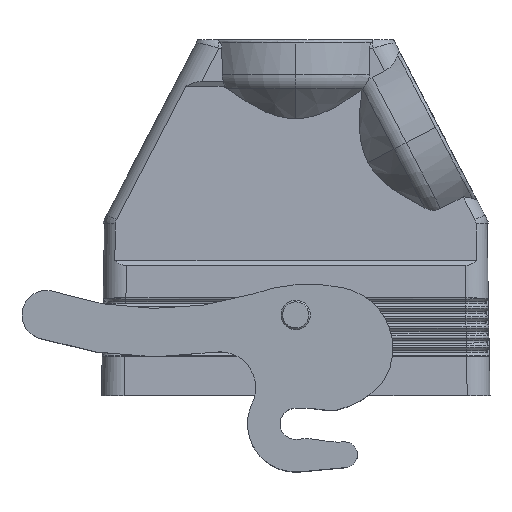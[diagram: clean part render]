
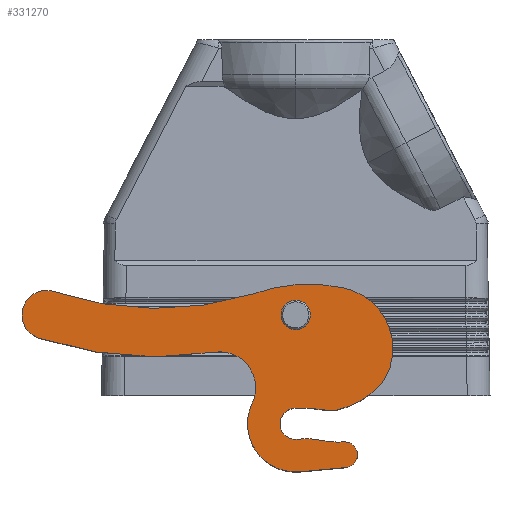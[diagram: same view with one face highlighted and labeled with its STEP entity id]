
A CAD part, top view. The second image highlights one B-rep face of the part: STEP entity #331270.
In plain terms, the highlighted planar face has unit normal (0, 0, 1).
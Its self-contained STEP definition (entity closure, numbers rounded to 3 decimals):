
#326450=CARTESIAN_POINT('',(157.724,73.972,49.7));
#326460=VERTEX_POINT('',#326450);
#326490=CARTESIAN_POINT('',(152.213,74.746,49.7));
#326500=DIRECTION('',(0.99,-0.139,0.));
#326510=VECTOR('',#326500,1.);
#326520=LINE('',#326490,#326510);
#326530=CARTESIAN_POINT('',(152.213,74.746,49.7));
#326540=VERTEX_POINT('',#326530);
#326550=EDGE_CURVE('',#326540,#326460,#326520,.T.);
#326850=CARTESIAN_POINT('',(147.865,74.623,49.7));
#326860=VERTEX_POINT('',#326850);
#326890=CARTESIAN_POINT('',(147.447,79.405,49.7));
#326900=DIRECTION('',(0.,0.,1.));
#326910=DIRECTION('',(1.,0.,0.));
#326920=AXIS2_PLACEMENT_3D('',#326890,#326900,#326910);
#326930=CIRCLE('',#326920,4.8);
#326940=CARTESIAN_POINT('',(142.647,79.405,49.7));
#326950=VERTEX_POINT('',#326940);
#326960=EDGE_CURVE('',#326950,#326860,#326930,.T.);
#327270=CARTESIAN_POINT('',(177.247,102.505,49.7));
#327280=VERTEX_POINT('',#327270);
#327310=CARTESIAN_POINT('',(158.247,102.505,49.7));
#327320=DIRECTION('',(0.,0.,1.));
#327330=DIRECTION('',(1.,0.,0.));
#327340=AXIS2_PLACEMENT_3D('',#327310,#327320,#327330);
#327350=CIRCLE('',#327340,19.);
#327360=CARTESIAN_POINT('',(161.735,121.182,49.7));
#327370=VERTEX_POINT('',#327360);
#327380=EDGE_CURVE('',#327280,#327370,#327350,.T.);
#327640=CARTESIAN_POINT('',(150.822,64.844,49.7));
#327650=DIRECTION('',(0.,0.,1.));
#327660=DIRECTION('',(1.,0.,0.));
#327670=AXIS2_PLACEMENT_3D('',#327640,#327650,#327660);
#327680=CIRCLE('',#327670,10.);
#327690=CARTESIAN_POINT('',(149.95,74.806,49.7));
#327700=VERTEX_POINT('',#327690);
#327710=EDGE_CURVE('',#326540,#327700,#327680,.T.);
#329600=CARTESIAN_POINT('',(144.947,112.805,49.7));
#329610=VERTEX_POINT('',#329600);
#329690=CARTESIAN_POINT('',(149.947,112.805,49.7));
#329700=VERTEX_POINT('',#329690);
#329730=CARTESIAN_POINT('',(147.447,112.805,49.7));
#329740=DIRECTION('',(0.,0.,1.));
#329750=DIRECTION('',(1.,0.,0.));
#329760=AXIS2_PLACEMENT_3D('',#329730,#329740,#329750);
#329770=CIRCLE('',#329760,2.5);
#329780=EDGE_CURVE('',#329610,#329700,#329770,.T.);
#329830=CARTESIAN_POINT('',(0.,0.,49.7));
#329840=DIRECTION('',(0.,0.,1.));
#329850=DIRECTION('',(1.,0.,0.));
#329860=AXIS2_PLACEMENT_3D('',#329830,#329840,#329850);
#329870=PLANE('',#329860);
#329880=ORIENTED_EDGE('',*,*,#326550,.F.);
#329890=CARTESIAN_POINT('',(160.507,93.777,49.7));
#329900=DIRECTION('',(0.,0.,1.));
#329910=DIRECTION('',(1.,0.,0.));
#329920=AXIS2_PLACEMENT_3D('',#329890,#329900,#329910);
#329930=CIRCLE('',#329920,20.);
#329940=CARTESIAN_POINT('',(162.127,73.843,49.7));
#329950=VERTEX_POINT('',#329940);
#329960=EDGE_CURVE('',#326460,#329950,#329930,.T.);
#329970=ORIENTED_EDGE('',*,*,#329960,.F.);
#329980=CARTESIAN_POINT('',(162.447,69.905,49.7));
#329990=DIRECTION('',(0.,0.,1.));
#330000=DIRECTION('',(1.,0.,0.));
#330010=AXIS2_PLACEMENT_3D('',#329980,#329990,#330000);
#330020=CIRCLE('',#330010,3.951);
#330030=CARTESIAN_POINT('',(166.398,69.905,49.7));
#330040=VERTEX_POINT('',#330030);
#330050=EDGE_CURVE('',#330040,#329950,#330020,.T.);
#330060=ORIENTED_EDGE('',*,*,#330050,.T.);
#330070=CARTESIAN_POINT('',(162.813,65.971,49.7));
#330080=VERTEX_POINT('',#330070);
#330090=EDGE_CURVE('',#330080,#330040,#330020,.T.);
#330100=ORIENTED_EDGE('',*,*,#330090,.T.);
#330110=CARTESIAN_POINT('',(148.818,64.669,49.7));
#330120=DIRECTION('',(0.996,0.093,0.));
#330130=VECTOR('',#330120,1.);
#330140=LINE('',#330110,#330130);
#330150=CARTESIAN_POINT('',(148.818,64.669,49.7));
#330160=VERTEX_POINT('',#330150);
#330170=EDGE_CURVE('',#330160,#330080,#330140,.T.);
#330180=ORIENTED_EDGE('',*,*,#330170,.T.);
#330190=CARTESIAN_POINT('',(147.447,79.405,49.7));
#330200=DIRECTION('',(0.,0.,1.));
#330210=DIRECTION('',(1.,0.,0.));
#330220=AXIS2_PLACEMENT_3D('',#330190,#330200,#330210);
#330230=CIRCLE('',#330220,14.8);
#330240=CARTESIAN_POINT('',(132.647,79.405,49.7));
#330250=VERTEX_POINT('',#330240);
#330260=EDGE_CURVE('',#330250,#330160,#330230,.T.);
#330270=ORIENTED_EDGE('',*,*,#330260,.T.);
#330280=CARTESIAN_POINT('',(134.08,85.76,49.7));
#330290=VERTEX_POINT('',#330280);
#330300=EDGE_CURVE('',#330290,#330250,#330230,.T.);
#330310=ORIENTED_EDGE('',*,*,#330300,.T.);
#330320=CARTESIAN_POINT('',(124.146,90.483,49.7));
#330330=DIRECTION('',(0.,0.,1.));
#330340=DIRECTION('',(1.,0.,0.));
#330350=AXIS2_PLACEMENT_3D('',#330320,#330330,#330340);
#330360=CIRCLE('',#330350,11.);
#330370=CARTESIAN_POINT('',(135.146,90.483,49.7));
#330380=VERTEX_POINT('',#330370);
#330390=EDGE_CURVE('',#330290,#330380,#330360,.T.);
#330400=ORIENTED_EDGE('',*,*,#330390,.F.);
#330410=CARTESIAN_POINT('',(122.429,101.348,49.7));
#330420=VERTEX_POINT('',#330410);
#330430=EDGE_CURVE('',#330380,#330420,#330360,.T.);
#330440=ORIENTED_EDGE('',*,*,#330430,.F.);
#330450=CARTESIAN_POINT('',(104.485,214.939,49.7));
#330460=DIRECTION('',(0.,0.,1.));
#330470=DIRECTION('',(1.,0.,0.));
#330480=AXIS2_PLACEMENT_3D('',#330450,#330460,#330470);
#330490=CIRCLE('',#330480,115.);
#330500=CARTESIAN_POINT('',(68.607,105.679,49.7));
#330510=VERTEX_POINT('',#330500);
#330520=EDGE_CURVE('',#330510,#330420,#330490,.T.);
#330530=ORIENTED_EDGE('',*,*,#330520,.T.);
#330540=CARTESIAN_POINT('',(70.947,112.805,49.7));
#330550=DIRECTION('',(0.,0.,1.));
#330560=DIRECTION('',(1.,0.,0.));
#330570=AXIS2_PLACEMENT_3D('',#330540,#330550,#330560);
#330580=CIRCLE('',#330570,7.5);
#330590=CARTESIAN_POINT('',(63.447,112.805,49.7));
#330600=VERTEX_POINT('',#330590);
#330610=EDGE_CURVE('',#330600,#330510,#330580,.T.);
#330620=ORIENTED_EDGE('',*,*,#330610,.T.);
#330630=CARTESIAN_POINT('',(73.316,119.921,49.7));
#330640=VERTEX_POINT('',#330630);
#330650=EDGE_CURVE('',#330640,#330600,#330580,.T.);
#330660=ORIENTED_EDGE('',*,*,#330650,.T.);
#330670=CARTESIAN_POINT('',(104.904,214.801,49.7));
#330680=DIRECTION('',(0.,0.,1.));
#330690=DIRECTION('',(1.,0.,0.));
#330700=AXIS2_PLACEMENT_3D('',#330670,#330680,#330690);
#330710=CIRCLE('',#330700,100.);
#330720=CARTESIAN_POINT('',(134.252,119.205,49.7));
#330730=VERTEX_POINT('',#330720);
#330740=EDGE_CURVE('',#330640,#330730,#330710,.T.);
#330750=ORIENTED_EDGE('',*,*,#330740,.F.);
#330760=CARTESIAN_POINT('',(151.447,72.205,49.7));
#330770=DIRECTION('',(0.,0.,1.));
#330780=DIRECTION('',(1.,0.,0.));
#330790=AXIS2_PLACEMENT_3D('',#330760,#330770,#330780);
#330800=CIRCLE('',#330790,50.046);
#330810=EDGE_CURVE('',#327370,#330730,#330800,.T.);
#330820=ORIENTED_EDGE('',*,*,#330810,.T.);
#330830=ORIENTED_EDGE('',*,*,#327380,.T.);
#330840=CARTESIAN_POINT('',(173.841,91.651,49.7));
#330850=VERTEX_POINT('',#330840);
#330860=EDGE_CURVE('',#330850,#327280,#327350,.T.);
#330870=ORIENTED_EDGE('',*,*,#330860,.T.);
#330880=CARTESIAN_POINT('',(153.947,109.905,49.7));
#330890=DIRECTION('',(0.,0.,1.));
#330900=DIRECTION('',(1.,0.,0.));
#330910=AXIS2_PLACEMENT_3D('',#330880,#330890,#330900);
#330920=CIRCLE('',#330910,27.);
#330930=CARTESIAN_POINT('',(159.955,83.582,49.7));
#330940=VERTEX_POINT('',#330930);
#330950=EDGE_CURVE('',#330940,#330850,#330920,.T.);
#330960=ORIENTED_EDGE('',*,*,#330950,.T.);
#330970=CARTESIAN_POINT('',(155.261,83.741,49.7));
#330980=VERTEX_POINT('',#330970);
#330990=EDGE_CURVE('',#330980,#330940,#327350,.T.);
#331000=ORIENTED_EDGE('',*,*,#330990,.T.);
#331010=CARTESIAN_POINT('',(148.974,44.238,49.7));
#331020=DIRECTION('',(0.,0.,1.));
#331030=DIRECTION('',(1.,0.,0.));
#331040=AXIS2_PLACEMENT_3D('',#331010,#331020,#331030);
#331050=CIRCLE('',#331040,40.);
#331060=CARTESIAN_POINT('',(147.238,84.2,49.7));
#331070=VERTEX_POINT('',#331060);
#331080=EDGE_CURVE('',#330980,#331070,#331050,.T.);
#331090=ORIENTED_EDGE('',*,*,#331080,.F.);
#331100=EDGE_CURVE('',#331070,#326950,#326930,.T.);
#331110=ORIENTED_EDGE('',*,*,#331100,.F.);
#331120=ORIENTED_EDGE('',*,*,#326960,.F.);
#331130=CARTESIAN_POINT('',(147.865,74.623,49.7));
#331140=DIRECTION('',(0.996,0.087,0.));
#331150=VECTOR('',#331140,1.);
#331160=LINE('',#331130,#331150);
#331170=EDGE_CURVE('',#326860,#327700,#331160,.T.);
#331180=ORIENTED_EDGE('',*,*,#331170,.F.);
#331190=ORIENTED_EDGE('',*,*,#327710,.T.);
#331200=EDGE_LOOP('',(#331190,#331180,#331120,#331110,#331090,#331000,
#330960,#330870,#330830,#330820,#330750,#330660,#330620,#330530,#330440,
#330400,#330310,#330270,#330180,#330100,#330060,#329970,#329880));
#331210=FACE_OUTER_BOUND('',#331200,.T.);
#331220=EDGE_CURVE('',#329700,#329610,#329770,.T.);
#331230=ORIENTED_EDGE('',*,*,#331220,.F.);
#331240=ORIENTED_EDGE('',*,*,#329780,.F.);
#331250=EDGE_LOOP('',(#331240,#331230));
#331260=FACE_BOUND('',#331250,.T.);
#331270=ADVANCED_FACE('',(#331210,#331260),#329870,.T.);
